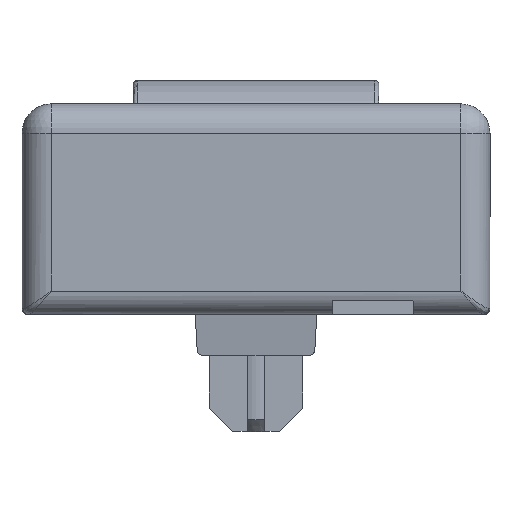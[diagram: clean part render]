
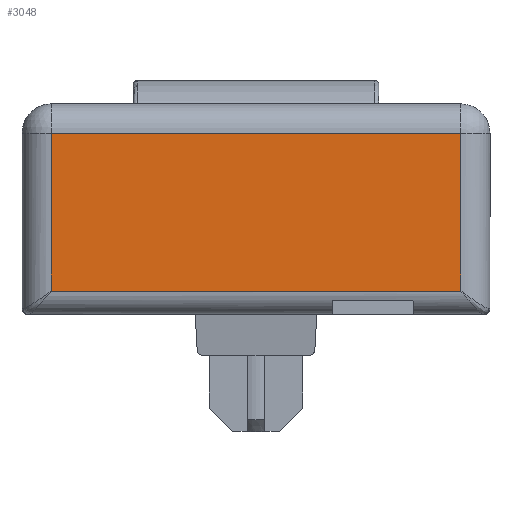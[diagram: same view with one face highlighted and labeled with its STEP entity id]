
A CAD part, left-side view. The second image highlights one B-rep face of the part: STEP entity #3048.
In plain terms, the highlighted planar face has unit normal (-1, 0, 0).
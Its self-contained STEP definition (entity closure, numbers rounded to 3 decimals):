
#29 = CARTESIAN_POINT ( 'NONE',  ( -40., 17.5, 16. ) ) ;
#89 = CARTESIAN_POINT ( 'NONE',  ( -40., -20., 0. ) ) ;
#213 = VECTOR ( 'NONE', #5353, 1000. ) ;
#242 = ORIENTED_EDGE ( 'NONE', *, *, #1613, .F. ) ;
#424 = EDGE_CURVE ( 'NONE', #4391, #3202, #5411, .T. ) ;
#621 = CARTESIAN_POINT ( 'NONE',  ( -40., -17.5, 0. ) ) ;
#843 = EDGE_CURVE ( 'NONE', #5110, #4391, #3628, .T. ) ;
#957 = CARTESIAN_POINT ( 'NONE',  ( -40., 20., 13.5 ) ) ;
#1148 = VERTEX_POINT ( 'NONE', #621 ) ;
#1363 = ORIENTED_EDGE ( 'NONE', *, *, #424, .F. ) ;
#1430 = LINE ( 'NONE', #2674, #3245 ) ;
#1531 = CARTESIAN_POINT ( 'NONE',  ( -40., 20., 16. ) ) ;
#1544 = VECTOR ( 'NONE', #1638, 1000. ) ;
#1613 = EDGE_CURVE ( 'NONE', #1148, #5110, #5068, .T. ) ;
#1638 = DIRECTION ( 'NONE',  ( 0., -1., 0. ) ) ;
#2002 = DIRECTION ( 'NONE',  ( 1., 0., 0. ) ) ;
#2389 = AXIS2_PLACEMENT_3D ( 'NONE', #1531, #2002, #5847 ) ;
#2431 = CARTESIAN_POINT ( 'NONE',  ( -40., -17.5, 13.5 ) ) ;
#2493 = PLANE ( 'NONE',  #2389 ) ;
#2543 = VECTOR ( 'NONE', #5377, 1000. ) ;
#2674 = CARTESIAN_POINT ( 'NONE',  ( -40., -17.5, 16. ) ) ;
#3048 = ADVANCED_FACE ( 'NONE', ( #4741 ), #2493, .F. ) ;
#3202 = VERTEX_POINT ( 'NONE', #2431 ) ;
#3245 = VECTOR ( 'NONE', #6066, 1000. ) ;
#3410 = EDGE_LOOP ( 'NONE', ( #1363, #4838, #242, #3517 ) ) ;
#3517 = ORIENTED_EDGE ( 'NONE', *, *, #4542, .F. ) ;
#3628 = LINE ( 'NONE', #29, #2543 ) ;
#4391 = VERTEX_POINT ( 'NONE', #4495 ) ;
#4495 = CARTESIAN_POINT ( 'NONE',  ( -40., 17.5, 13.5 ) ) ;
#4542 = EDGE_CURVE ( 'NONE', #3202, #1148, #1430, .T. ) ;
#4741 = FACE_OUTER_BOUND ( 'NONE', #3410, .T. ) ;
#4838 = ORIENTED_EDGE ( 'NONE', *, *, #843, .F. ) ;
#5068 = LINE ( 'NONE', #89, #213 ) ;
#5110 = VERTEX_POINT ( 'NONE', #5522 ) ;
#5353 = DIRECTION ( 'NONE',  ( 0., 1., 0. ) ) ;
#5377 = DIRECTION ( 'NONE',  ( 0., 0., 1. ) ) ;
#5411 = LINE ( 'NONE', #957, #1544 ) ;
#5522 = CARTESIAN_POINT ( 'NONE',  ( -40., 17.5, 0. ) ) ;
#5847 = DIRECTION ( 'NONE',  ( 0., 1., 0. ) ) ;
#6066 = DIRECTION ( 'NONE',  ( 0., 0., -1. ) ) ;
